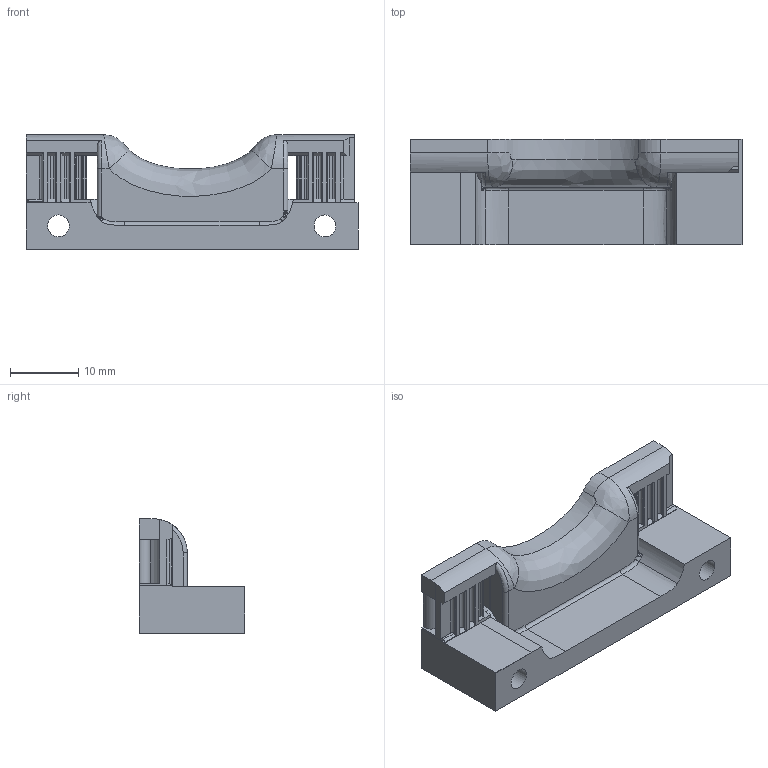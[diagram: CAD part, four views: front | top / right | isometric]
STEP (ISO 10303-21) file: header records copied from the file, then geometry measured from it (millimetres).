
FILE_DESCRIPTION(('HOOPS Exchange Step'),'2;1');
FILE_NAME('temp_export','2024-05-06T00:08:35-07:00',('puck'),('Shapr3D Limited'),'HOOPS Exchange 2024.2','Shapr3D','Authorized');
FILE_SCHEMA( ('AUTOMOTIVE_DESIGN { 1 0 10303 214 1 1 1 1 }') );
Length unit declared in the file: millimetre
Products named in the file (1): Body2 (1)
Bounding box: 48.59 x 15.4 x 16.75 mm (x, y, z)
Volume: 5965.3 mm3; surface area: 3851.1 mm2
Topology: 1 solids, 7 shells, 231 faces, 622 edges, 404 vertices
Faces by surface type: plane 141, cylinder 63, bspline 22, torus 4, extrusion 1
Full cylindrical faces by diameter (mm): 3.2 x2
Entity records: 11987 total; most frequent: CARTESIAN_POINT 6311, ORIENTED_EDGE 1240, DIRECTION 1065, EDGE_CURVE 620, VECTOR 417, LINE 416, VERTEX_POINT 404, AXIS2_PLACEMENT_3D 324
